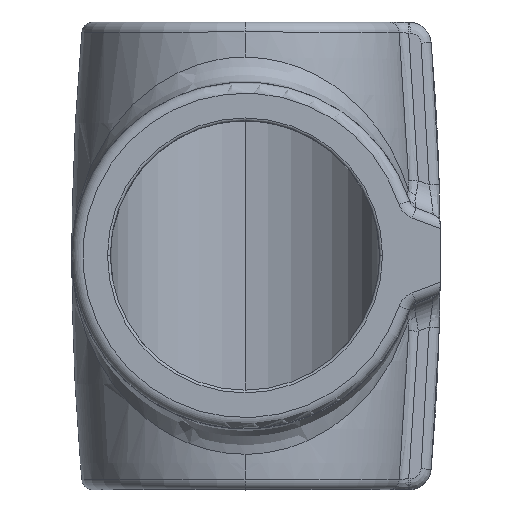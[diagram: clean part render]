
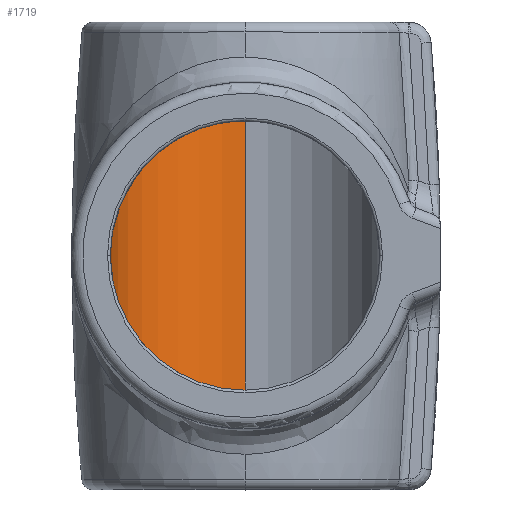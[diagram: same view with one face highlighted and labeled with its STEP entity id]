
A CAD part, top view. The second image highlights one B-rep face of the part: STEP entity #1719.
In plain terms, the highlighted cylindrical face has radius 24.5 mm (diameter 49 mm), a partial arc.
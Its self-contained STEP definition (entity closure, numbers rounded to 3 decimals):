
#60 = CARTESIAN_POINT ( 'NONE',  ( 0., -42., 0. ) ) ;
#122 = DIRECTION ( 'NONE',  ( 0., 1., 0. ) ) ;
#218 = CARTESIAN_POINT ( 'NONE',  ( 0., 29.5, 24.5 ) ) ;
#285 = ORIENTED_EDGE ( 'NONE', *, *, #5332, .T. ) ;
#456 = VERTEX_POINT ( 'NONE', #3837 ) ;
#459 = VERTEX_POINT ( 'NONE', #2536 ) ;
#565 =( BOUNDED_CURVE ( )  B_SPLINE_CURVE ( 3, ( #3402, #3350, #3337, #1228 ),
 .UNSPECIFIED., .F., .T. ) 
 B_SPLINE_CURVE_WITH_KNOTS ( ( 4, 4 ),
 ( 1.571, 3.142 ),
 .UNSPECIFIED. ) 
 CURVE ( )  GEOMETRIC_REPRESENTATION_ITEM ( )  RATIONAL_B_SPLINE_CURVE ( ( 1., 0.805, 0.805, 1. ) ) 
 REPRESENTATION_ITEM ( '' )  );
#624 = CIRCLE ( 'NONE', #1786, 24.5 ) ;
#834 = VECTOR ( 'NONE', #3077, 1000. ) ;
#931 = DIRECTION ( 'NONE',  ( 0., 0., 1. ) ) ;
#1016 = ORIENTED_EDGE ( 'NONE', *, *, #4775, .F. ) ;
#1022 = EDGE_CURVE ( 'NONE', #2506, #4686, #2191, .T. ) ;
#1032 = CARTESIAN_POINT ( 'NONE',  ( -24.5, 0., 0. ) ) ;
#1051 = EDGE_CURVE ( 'NONE', #4991, #4686, #2388, .T. ) ;
#1228 = CARTESIAN_POINT ( 'NONE',  ( 0., -29.5, 24.5 ) ) ;
#1319 = ORIENTED_EDGE ( 'NONE', *, *, #1051, .T. ) ;
#1404 = AXIS2_PLACEMENT_3D ( 'NONE', #1887, #4413, #5230 ) ;
#1442 = CARTESIAN_POINT ( 'NONE',  ( -14.352, 29.5, 24.5 ) ) ;
#1508 = CARTESIAN_POINT ( 'NONE',  ( 0., 42., 24.5 ) ) ;
#1719 = ADVANCED_FACE ( 'NONE', ( #4410 ), #3322, .F. ) ;
#1781 = AXIS2_PLACEMENT_3D ( 'NONE', #5256, #4403, #4846 ) ;
#1786 = AXIS2_PLACEMENT_3D ( 'NONE', #60, #5037, #931 ) ;
#1833 = CARTESIAN_POINT ( 'NONE',  ( 0., 42.5, 24.5 ) ) ;
#1887 = CARTESIAN_POINT ( 'NONE',  ( 0., 42.5, 0. ) ) ;
#2008 = ORIENTED_EDGE ( 'NONE', *, *, #4317, .T. ) ;
#2070 = DIRECTION ( 'NONE',  ( 0., 1., 0. ) ) ;
#2150 = EDGE_CURVE ( 'NONE', #456, #4991, #2833, .T. ) ;
#2154 = VERTEX_POINT ( 'NONE', #4167 ) ;
#2191 = LINE ( 'NONE', #1833, #3178 ) ;
#2299 = EDGE_LOOP ( 'NONE', ( #285, #4923, #1319, #3164, #5058, #2008, #1016 ) ) ;
#2388 = CIRCLE ( 'NONE', #1781, 24.5 ) ;
#2428 = VECTOR ( 'NONE', #2070, 1000. ) ;
#2506 = VERTEX_POINT ( 'NONE', #2847 ) ;
#2536 = CARTESIAN_POINT ( 'NONE',  ( 0., -42., 24.5 ) ) ;
#2764 = CARTESIAN_POINT ( 'NONE',  ( 0., 42., -24.5 ) ) ;
#2833 = LINE ( 'NONE', #2880, #2428 ) ;
#2847 = CARTESIAN_POINT ( 'NONE',  ( 0., 29.5, 24.5 ) ) ;
#2880 = CARTESIAN_POINT ( 'NONE',  ( 0., 42.5, -24.5 ) ) ;
#2917 = VERTEX_POINT ( 'NONE', #5421 ) ;
#3067 = EDGE_CURVE ( 'NONE', #2506, #2154, #3486, .T. ) ;
#3077 = DIRECTION ( 'NONE',  ( 0., 1., 0. ) ) ;
#3164 = ORIENTED_EDGE ( 'NONE', *, *, #1022, .F. ) ;
#3178 = VECTOR ( 'NONE', #122, 1000. ) ;
#3322 = CYLINDRICAL_SURFACE ( 'NONE', #1404, 24.5 ) ;
#3337 = CARTESIAN_POINT ( 'NONE',  ( -14.352, -29.5, 24.5 ) ) ;
#3350 = CARTESIAN_POINT ( 'NONE',  ( -24.5, -17.281, 14.352 ) ) ;
#3402 = CARTESIAN_POINT ( 'NONE',  ( -24.5, 0., 0. ) ) ;
#3486 =( BOUNDED_CURVE ( )  B_SPLINE_CURVE ( 3, ( #218, #1442, #3910, #1032 ),
 .UNSPECIFIED., .F., .T. ) 
 B_SPLINE_CURVE_WITH_KNOTS ( ( 4, 4 ),
 ( 0., 1.571 ),
 .UNSPECIFIED. ) 
 CURVE ( )  GEOMETRIC_REPRESENTATION_ITEM ( )  RATIONAL_B_SPLINE_CURVE ( ( 1., 0.805, 0.805, 1. ) ) 
 REPRESENTATION_ITEM ( '' )  );
#3837 = CARTESIAN_POINT ( 'NONE',  ( 0., -42., -24.5 ) ) ;
#3910 = CARTESIAN_POINT ( 'NONE',  ( -24.5, 17.281, 14.352 ) ) ;
#4167 = CARTESIAN_POINT ( 'NONE',  ( -24.5, 0., 0. ) ) ;
#4226 = LINE ( 'NONE', #4771, #834 ) ;
#4317 = EDGE_CURVE ( 'NONE', #2154, #2917, #565, .T. ) ;
#4403 = DIRECTION ( 'NONE',  ( 0., 1., 0. ) ) ;
#4410 = FACE_OUTER_BOUND ( 'NONE', #2299, .T. ) ;
#4413 = DIRECTION ( 'NONE',  ( 0., 1., 0. ) ) ;
#4686 = VERTEX_POINT ( 'NONE', #1508 ) ;
#4771 = CARTESIAN_POINT ( 'NONE',  ( 0., 42.5, 24.5 ) ) ;
#4775 = EDGE_CURVE ( 'NONE', #459, #2917, #4226, .T. ) ;
#4846 = DIRECTION ( 'NONE',  ( 0., 0., -1. ) ) ;
#4923 = ORIENTED_EDGE ( 'NONE', *, *, #2150, .T. ) ;
#4991 = VERTEX_POINT ( 'NONE', #2764 ) ;
#5037 = DIRECTION ( 'NONE',  ( 0., -1., 0. ) ) ;
#5058 = ORIENTED_EDGE ( 'NONE', *, *, #3067, .T. ) ;
#5230 = DIRECTION ( 'NONE',  ( 0., 0., 1. ) ) ;
#5256 = CARTESIAN_POINT ( 'NONE',  ( 0., 42., 0. ) ) ;
#5332 = EDGE_CURVE ( 'NONE', #459, #456, #624, .T. ) ;
#5421 = CARTESIAN_POINT ( 'NONE',  ( 0., -29.5, 24.5 ) ) ;
